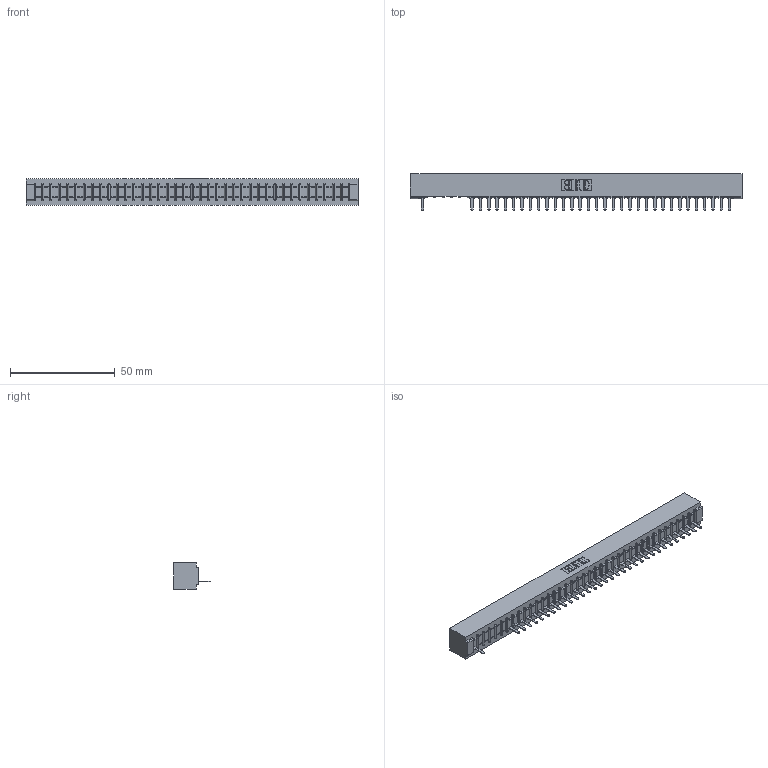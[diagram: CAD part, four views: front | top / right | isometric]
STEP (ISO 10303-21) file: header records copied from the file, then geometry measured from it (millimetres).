
FILE_DESCRIPTION (( 'STEP AP203' ), '1' );
FILE_NAME ('357-038-521-101.STEP', '2018-08-10T09:07:34', ( '' ), ( '' ), 'SwSTEP 2.0', 'SolidWorks 2016', '' );
FILE_SCHEMA (( 'CONFIG_CONTROL_DESIGN' ));
Length unit declared in the file: inch
Products named in the file (3): 307 Part_No Mounting Lugs; 307-290-002_521; 357-038-521-101
Assembly tree (34 placements, depth 2):
  357-038-521-101
    307 Part_No Mounting Lugs
    307-290-002_521  x33
Bounding box: 158.45 x 17.42 x 12.7 mm (x, y, z)
Volume: 17340.8 mm3; surface area: 21144.4 mm2
Topology: 34 solids, 34 shells, 2691 faces, 8275 edges, 5410 vertices
Faces by surface type: plane 1611, cylinder 1002, sphere 78
Entity records: 33350 total; most frequent: CARTESIAN_POINT 5647, ORIENTED_EDGE 5642, DIRECTION 5481, EDGE_CURVE 2821, VECTOR 2161, LINE 2161, VERTEX_POINT 1826, AXIS2_PLACEMENT_3D 1660
